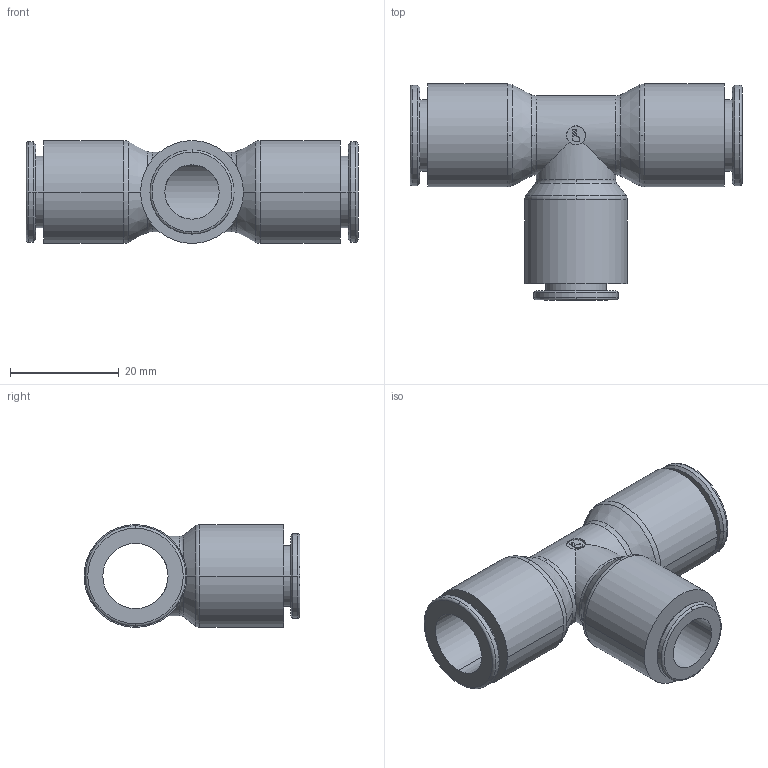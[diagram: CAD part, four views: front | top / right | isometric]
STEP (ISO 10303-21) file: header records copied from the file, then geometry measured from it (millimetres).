
FILE_DESCRIPTION(('STEP AP214'),'1');
FILE_NAME('3104_12_10.stp','2016-07-07T14:57:43',('TraceParts'),('TraceParts S.A.'),'Spatial InterOp 3D',' ',' ');
FILE_SCHEMA(('automotive_design'));
Length unit declared in the file: millimetre
Products named in the file (1): 1
Bounding box: 61.13 x 39.77 x 18.95 mm (x, y, z)
Volume: 11528 mm3; surface area: 8787 mm2
Topology: 1 solids, 1 shells, 90 faces, 237 edges, 158 vertices
Faces by surface type: cylinder 34, plane 26, torus 18, cone 12
Entity records: 3076 total; most frequent: CARTESIAN_POINT 701, DIRECTION 548, ORIENTED_EDGE 474, EDGE_CURVE 237, AXIS2_PLACEMENT_3D 232, VERTEX_POINT 158, CIRCLE 137, EDGE_LOOP 103
